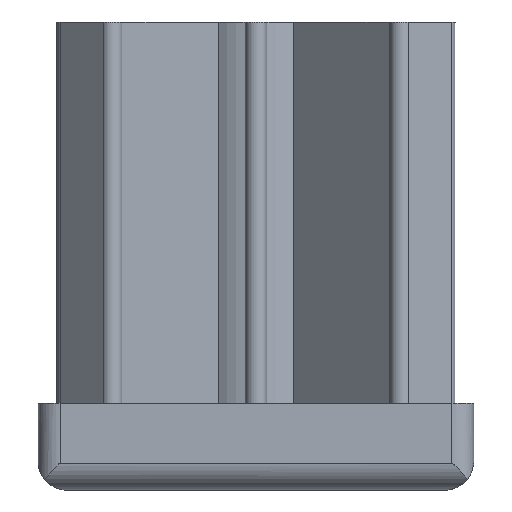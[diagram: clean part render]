
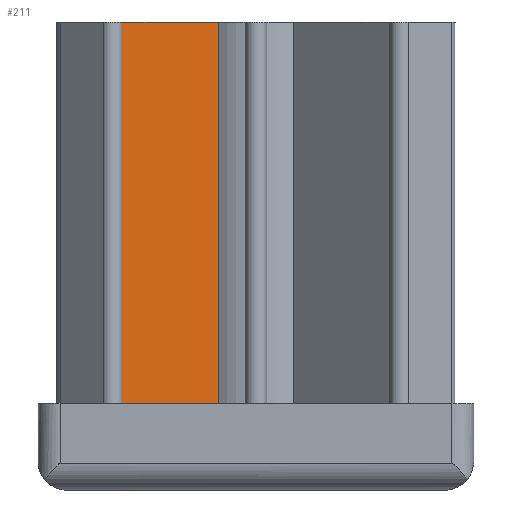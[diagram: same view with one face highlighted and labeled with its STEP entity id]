
A CAD part, front view. The second image highlights one B-rep face of the part: STEP entity #211.
In plain terms, the highlighted planar face has unit normal (0.707, -0.707, 0).
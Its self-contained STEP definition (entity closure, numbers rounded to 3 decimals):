
#211 = ADVANCED_FACE( '', ( #428 ), #429, .F. );
#428 = FACE_OUTER_BOUND( '', #643, .T. );
#429 = PLANE( '', #644 );
#643 = EDGE_LOOP( '', ( #1249, #1250, #1251, #1252 ) );
#644 = AXIS2_PLACEMENT_3D( '', #1253, #1254, #1255 );
#1249 = ORIENTED_EDGE( '', *, *, #1406, .T. );
#1250 = ORIENTED_EDGE( '', *, *, #1449, .T. );
#1251 = ORIENTED_EDGE( '', *, *, #1358, .F. );
#1252 = ORIENTED_EDGE( '', *, *, #1542, .F. );
#1253 = CARTESIAN_POINT( '', ( -13.879, -15.293, 43. ) );
#1254 = DIRECTION( '', ( -0.707, 0.707, 0. ) );
#1255 = DIRECTION( '', ( -0.707, -0.707, 0. ) );
#1358 = EDGE_CURVE( '', #1652, #1653, #1654, .T. );
#1406 = EDGE_CURVE( '', #1732, #1730, #1733, .T. );
#1449 = EDGE_CURVE( '', #1730, #1653, #1801, .T. );
#1542 = EDGE_CURVE( '', #1732, #1652, #1918, .T. );
#1652 = VERTEX_POINT( '', #2106 );
#1653 = VERTEX_POINT( '', #2107 );
#1654 = LINE( '', #2108, #2109 );
#1730 = VERTEX_POINT( '', #2266 );
#1732 = VERTEX_POINT( '', #2269 );
#1733 = LINE( '', #2270, #2271 );
#1801 = LINE( '', #2364, #2365 );
#1918 = LINE( '', #2555, #2556 );
#2106 = CARTESIAN_POINT( '', ( -3.476, -4.89, 43. ) );
#2107 = CARTESIAN_POINT( '', ( -3.476, -4.89, 8. ) );
#2108 = CARTESIAN_POINT( '', ( -3.476, -4.89, 43. ) );
#2109 = VECTOR( '', #2632, 1000. );
#2266 = CARTESIAN_POINT( '', ( -13.879, -15.293, 8. ) );
#2269 = CARTESIAN_POINT( '', ( -13.879, -15.293, 43. ) );
#2270 = CARTESIAN_POINT( '', ( -13.879, -15.293, 43. ) );
#2271 = VECTOR( '', #2683, 1000. );
#2364 = CARTESIAN_POINT( '', ( -13.879, -15.293, 8. ) );
#2365 = VECTOR( '', #2751, 1000. );
#2555 = CARTESIAN_POINT( '', ( -13.879, -15.293, 43. ) );
#2556 = VECTOR( '', #2834, 1000. );
#2632 = DIRECTION( '', ( 0., 0., -1. ) );
#2683 = DIRECTION( '', ( 0., 0., -1. ) );
#2751 = DIRECTION( '', ( 0.707, 0.707, 0. ) );
#2834 = DIRECTION( '', ( 0.707, 0.707, 0. ) );
